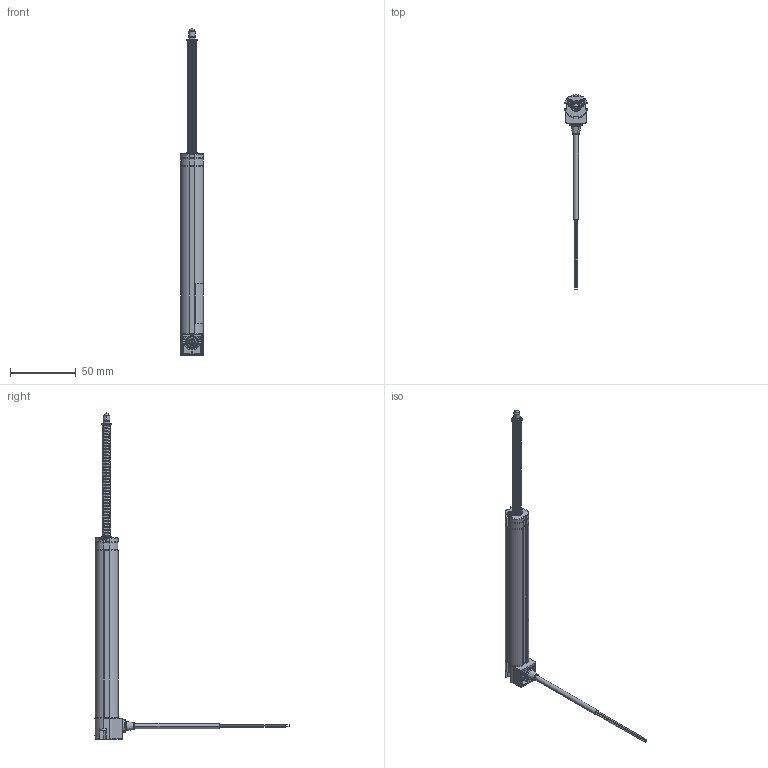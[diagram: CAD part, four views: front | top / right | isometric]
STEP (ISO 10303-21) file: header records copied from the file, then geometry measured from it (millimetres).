
FILE_DESCRIPTION (( 'STEP AP214' ), '1' );
FILE_NAME ('TEX-0100-421-002-202_retracted.STEP', '2014-07-07T09:37:47', ( 'dummy' ), ( 'Microsoft' ), 'SwSTEP 2.0', 'SolidWorks 2013', '' );
FILE_SCHEMA (( 'AUTOMOTIVE_DESIGN' ));
Length unit declared in the file: millimetre
Products named in the file (1): TEX-0100-421-002-202_retracted
Bounding box: 17.55 x 148.03 x 248.7 mm (x, y, z)
Surface area: 20433.8 mm2 (no closed solid volume)
Topology: 0 solids, 33 shells, 387 faces, 1422 edges, 1059 vertices
Faces by surface type: plane 172, cylinder 158, bspline 21, torus 16, cone 16, sphere 4
Entity records: 36399 total; most frequent: CARTESIAN_POINT 20155, DIRECTION 2586, ORIENTED_EDGE 2175, EDGE_CURVE 1420, VERTEX_POINT 1059, AXIS2_PLACEMENT_3D 894, VECTOR 798, LINE 798
